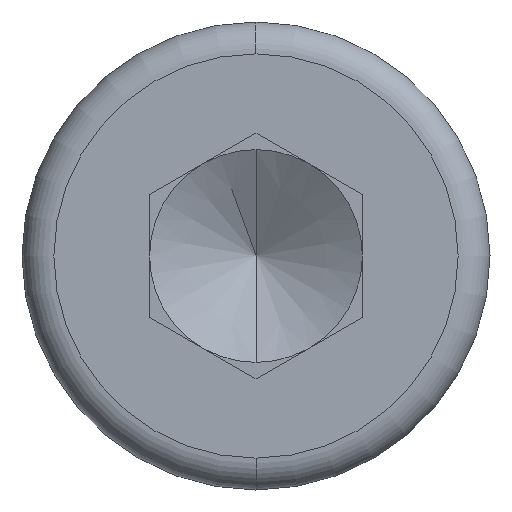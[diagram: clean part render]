
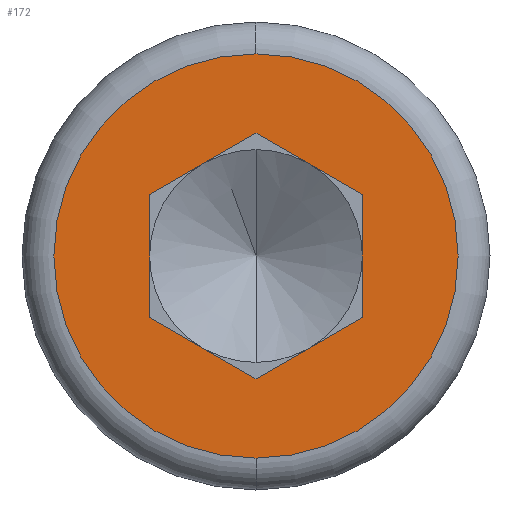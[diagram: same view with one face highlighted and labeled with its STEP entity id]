
A CAD part, left-side view. The second image highlights one B-rep face of the part: STEP entity #172.
In plain terms, the highlighted planar face has unit normal (-1, 0, 0).
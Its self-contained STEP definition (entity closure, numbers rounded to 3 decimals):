
#45 = LINE ( 'NONE', #87, #243 ) ;
#53 = AXIS2_PLACEMENT_3D ( 'NONE', #176, #291, #587 ) ;
#56 = CIRCLE ( 'NONE', #152, 2.375 ) ;
#58 = ORIENTED_EDGE ( 'NONE', *, *, #539, .T. ) ;
#60 = LINE ( 'NONE', #279, #742 ) ;
#70 = EDGE_LOOP ( 'NONE', ( #58, #320 ) ) ;
#87 = CARTESIAN_POINT ( 'NONE',  ( 0., 0., 1.443 ) ) ;
#91 = VERTEX_POINT ( 'NONE', #329 ) ;
#103 = LINE ( 'NONE', #396, #630 ) ;
#114 = DIRECTION ( 'NONE',  ( 0., 0., 1. ) ) ;
#152 = AXIS2_PLACEMENT_3D ( 'NONE', #497, #441, #502 ) ;
#159 = ORIENTED_EDGE ( 'NONE', *, *, #722, .T. ) ;
#172 = ADVANCED_FACE ( 'NONE', ( #662, #605 ), #393, .F. ) ;
#175 = VERTEX_POINT ( 'NONE', #683 ) ;
#176 = CARTESIAN_POINT ( 'NONE',  ( 0., 0., 0. ) ) ;
#177 = EDGE_CURVE ( 'NONE', #175, #91, #103, .T. ) ;
#186 = EDGE_CURVE ( 'NONE', #91, #750, #199, .T. ) ;
#192 = DIRECTION ( 'NONE',  ( 0., -0.866, 0.5 ) ) ;
#199 = LINE ( 'NONE', #543, #268 ) ;
#205 = VERTEX_POINT ( 'NONE', #305 ) ;
#208 = VECTOR ( 'NONE', #696, 1000. ) ;
#209 = VERTEX_POINT ( 'NONE', #484 ) ;
#243 = VECTOR ( 'NONE', #503, 1000. ) ;
#249 = LINE ( 'NONE', #724, #399 ) ;
#258 = DIRECTION ( 'NONE',  ( 0., 0.866, 0.5 ) ) ;
#268 = VECTOR ( 'NONE', #114, 1000. ) ;
#278 = EDGE_CURVE ( 'NONE', #453, #209, #56, .T. ) ;
#279 = CARTESIAN_POINT ( 'NONE',  ( 0., -1.25, -0.722 ) ) ;
#291 = DIRECTION ( 'NONE',  ( -1., 0., 0. ) ) ;
#293 = CARTESIAN_POINT ( 'NONE',  ( 0., -1.25, 0.722 ) ) ;
#303 = EDGE_CURVE ( 'NONE', #746, #205, #45, .T. ) ;
#305 = CARTESIAN_POINT ( 'NONE',  ( 0., -1.25, 0.722 ) ) ;
#314 = ORIENTED_EDGE ( 'NONE', *, *, #303, .T. ) ;
#320 = ORIENTED_EDGE ( 'NONE', *, *, #278, .T. ) ;
#329 = CARTESIAN_POINT ( 'NONE',  ( 0., 1.25, -0.722 ) ) ;
#382 = VERTEX_POINT ( 'NONE', #516 ) ;
#385 = ORIENTED_EDGE ( 'NONE', *, *, #186, .T. ) ;
#393 = PLANE ( 'NONE',  #604 ) ;
#396 = CARTESIAN_POINT ( 'NONE',  ( 0., 0., -1.443 ) ) ;
#399 = VECTOR ( 'NONE', #192, 1000. ) ;
#426 = EDGE_CURVE ( 'NONE', #750, #746, #249, .T. ) ;
#441 = DIRECTION ( 'NONE',  ( -1., 0., 0. ) ) ;
#453 = VERTEX_POINT ( 'NONE', #601 ) ;
#484 = CARTESIAN_POINT ( 'NONE',  ( 0., 0., -2.375 ) ) ;
#490 = EDGE_CURVE ( 'NONE', #382, #175, #60, .T. ) ;
#497 = CARTESIAN_POINT ( 'NONE',  ( 0., 0., 0. ) ) ;
#502 = DIRECTION ( 'NONE',  ( 0., 0., -1. ) ) ;
#503 = DIRECTION ( 'NONE',  ( 0., -0.866, -0.5 ) ) ;
#511 = CARTESIAN_POINT ( 'NONE',  ( 0., 0., 1.443 ) ) ;
#516 = CARTESIAN_POINT ( 'NONE',  ( 0., -1.25, -0.722 ) ) ;
#533 = LINE ( 'NONE', #293, #208 ) ;
#539 = EDGE_CURVE ( 'NONE', #209, #453, #727, .T. ) ;
#543 = CARTESIAN_POINT ( 'NONE',  ( 0., 1.25, -0.722 ) ) ;
#567 = DIRECTION ( 'NONE',  ( 1., 0., 0. ) ) ;
#571 = CARTESIAN_POINT ( 'NONE',  ( 0., 1.25, 0.722 ) ) ;
#583 = EDGE_LOOP ( 'NONE', ( #607, #617, #385, #695, #314, #159 ) ) ;
#587 = DIRECTION ( 'NONE',  ( 0., 0., -1. ) ) ;
#601 = CARTESIAN_POINT ( 'NONE',  ( 0., 0., 2.375 ) ) ;
#604 = AXIS2_PLACEMENT_3D ( 'NONE', #628, #567, #681 ) ;
#605 = FACE_OUTER_BOUND ( 'NONE', #70, .T. ) ;
#607 = ORIENTED_EDGE ( 'NONE', *, *, #490, .T. ) ;
#617 = ORIENTED_EDGE ( 'NONE', *, *, #177, .T. ) ;
#628 = CARTESIAN_POINT ( 'NONE',  ( 0., 0., 0. ) ) ;
#630 = VECTOR ( 'NONE', #258, 1000. ) ;
#662 = FACE_BOUND ( 'NONE', #583, .T. ) ;
#681 = DIRECTION ( 'NONE',  ( 0., 1., 0. ) ) ;
#683 = CARTESIAN_POINT ( 'NONE',  ( 0., 0., -1.443 ) ) ;
#693 = DIRECTION ( 'NONE',  ( 0., 0.866, -0.5 ) ) ;
#695 = ORIENTED_EDGE ( 'NONE', *, *, #426, .T. ) ;
#696 = DIRECTION ( 'NONE',  ( 0., 0., -1. ) ) ;
#722 = EDGE_CURVE ( 'NONE', #205, #382, #533, .T. ) ;
#724 = CARTESIAN_POINT ( 'NONE',  ( 0., 1.25, 0.722 ) ) ;
#727 = CIRCLE ( 'NONE', #53, 2.375 ) ;
#742 = VECTOR ( 'NONE', #693, 1000. ) ;
#746 = VERTEX_POINT ( 'NONE', #511 ) ;
#750 = VERTEX_POINT ( 'NONE', #571 ) ;
